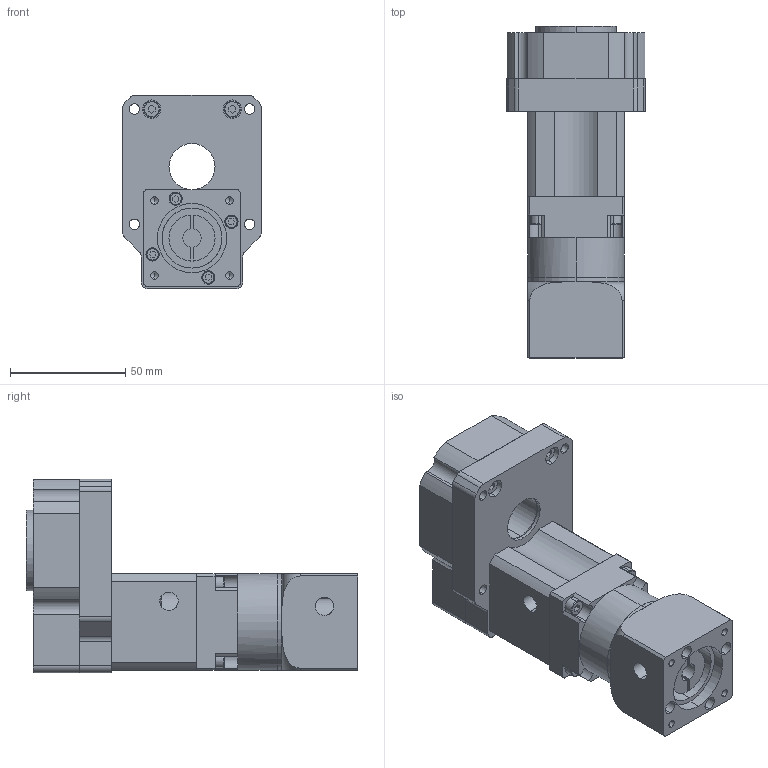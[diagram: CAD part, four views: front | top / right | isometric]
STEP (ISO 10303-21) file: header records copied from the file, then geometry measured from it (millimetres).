
FILE_DESCRIPTION (( 'STEP AP214' ), '1' );
FILE_NAME ('HRP060-H-XX-8-30-46-M4_2019.STEP', '2019-03-12T00:35:37', ( 'Y' ), ( 'NCU' ), 'SwSTEP 2.0', 'SolidWorks 2015', '' );
FILE_SCHEMA (( 'AUTOMOTIVE_DESIGN' ));
Length unit declared in the file: millimetre
Products named in the file (1): HRP060-H-XX-8-30-46-M4_2019
Bounding box: 60 x 144 x 84 mm (x, y, z)
Volume: 291190.4 mm3; surface area: 60910.4 mm2
Topology: 2 solids, 12 shells, 538 faces, 1285 edges, 806 vertices
Faces by surface type: plane 241, cylinder 221, cone 44, torus 32
Entity records: 17617 total; most frequent: CARTESIAN_POINT 3182, DIRECTION 2849, ORIENTED_EDGE 2498, EDGE_CURVE 1249, AXIS2_PLACEMENT_3D 1081, VERTEX_POINT 806, VECTOR 687, LINE 687
